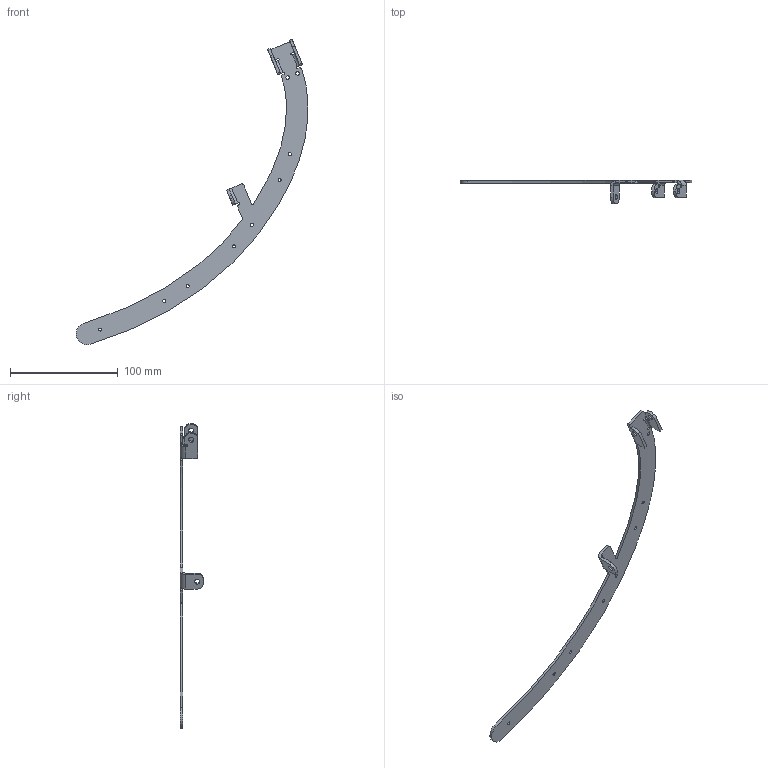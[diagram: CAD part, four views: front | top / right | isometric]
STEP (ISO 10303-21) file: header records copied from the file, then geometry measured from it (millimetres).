
FILE_DESCRIPTION (( 'STEP AP214' ), '1' );
FILE_NAME ('Array-Arm.STEP', '2023-12-11T18:46:58', ( '' ), ( '' ), 'SwSTEP 2.0', 'SolidWorks 2022', '' );
FILE_SCHEMA (( 'AUTOMOTIVE_DESIGN' ));
Length unit declared in the file: millimetre
Products named in the file (1): Array-Arm
Bounding box: 215.52 x 22 x 283.76 mm (x, y, z)
Volume: 21542.2 mm3; surface area: 20079.7 mm2
Topology: 1 solids, 1 shells, 115 faces, 311 edges, 202 vertices
Faces by surface type: cylinder 65, plane 47, bspline 3
Entity records: 3911 total; most frequent: CARTESIAN_POINT 824, DIRECTION 669, ORIENTED_EDGE 622, EDGE_CURVE 311, AXIS2_PLACEMENT_3D 251, VERTEX_POINT 202, LINE 167, VECTOR 167
